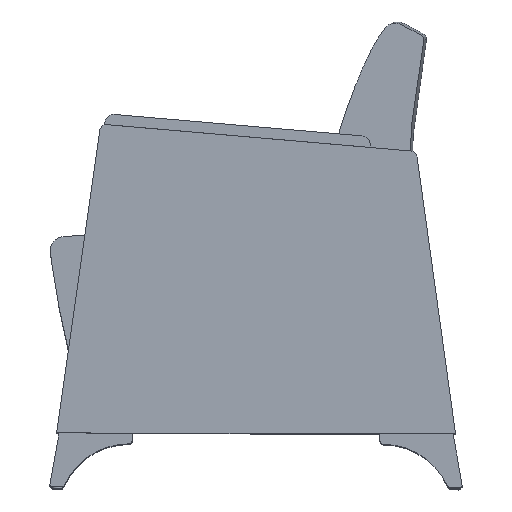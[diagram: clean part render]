
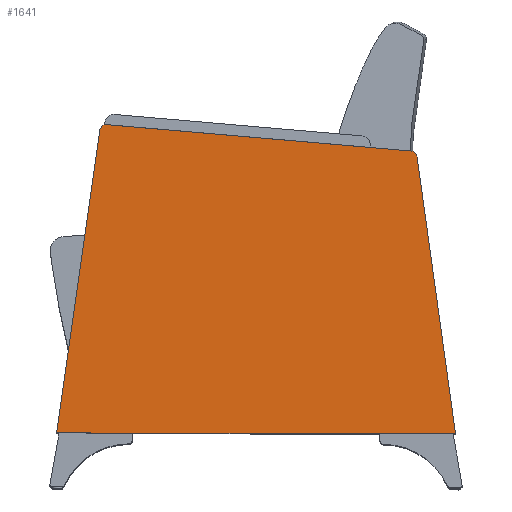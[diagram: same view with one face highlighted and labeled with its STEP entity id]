
A CAD part, top view. The second image highlights one B-rep face of the part: STEP entity #1641.
In plain terms, the highlighted planar face has unit normal (0, 0, 1).
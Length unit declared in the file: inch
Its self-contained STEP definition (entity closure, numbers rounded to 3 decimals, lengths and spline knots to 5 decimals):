
#256=PLANE('',#1841);
#338=FACE_OUTER_BOUND('',#449,.T.);
#449=EDGE_LOOP('',(#1400,#1401,#1402,#1403,#1404,#1405));
#547=LINE('',#3602,#609);
#550=LINE('',#3607,#612);
#551=LINE('',#3612,#613);
#552=LINE('',#3613,#614);
#609=VECTOR('',#2160,0.3937);
#612=VECTOR('',#2165,0.3937);
#613=VECTOR('',#2170,0.3937);
#614=VECTOR('',#2171,0.3937);
#690=CIRCLE('',#1835,0.5);
#693=CIRCLE('',#1842,0.5);
#817=VERTEX_POINT('',#3582);
#818=VERTEX_POINT('',#3583);
#825=VERTEX_POINT('',#3601);
#826=VERTEX_POINT('',#3605);
#827=VERTEX_POINT('',#3609);
#828=VERTEX_POINT('',#3611);
#1020=EDGE_CURVE('',#817,#818,#690,.T.);
#1029=EDGE_CURVE('',#818,#825,#547,.T.);
#1032=EDGE_CURVE('',#817,#826,#550,.T.);
#1033=EDGE_CURVE('',#827,#826,#693,.T.);
#1034=EDGE_CURVE('',#828,#827,#551,.T.);
#1035=EDGE_CURVE('',#825,#828,#552,.T.);
#1400=ORIENTED_EDGE('',*,*,#1020,.F.);
#1401=ORIENTED_EDGE('',*,*,#1032,.T.);
#1402=ORIENTED_EDGE('',*,*,#1033,.F.);
#1403=ORIENTED_EDGE('',*,*,#1034,.F.);
#1404=ORIENTED_EDGE('',*,*,#1035,.F.);
#1405=ORIENTED_EDGE('',*,*,#1029,.F.);
#1641=ADVANCED_FACE('',(#338),#256,.T.);
#1835=AXIS2_PLACEMENT_3D('',#3584,#2144,#2145);
#1841=AXIS2_PLACEMENT_3D('',#3608,#2166,#2167);
#1842=AXIS2_PLACEMENT_3D('',#3610,#2168,#2169);
#2144=DIRECTION('center_axis',(0.,0.,-1.));
#2145=DIRECTION('ref_axis',(0.687,0.726,0.));
#2160=DIRECTION('',(0.139,-0.99,0.));
#2165=DIRECTION('',(-0.996,0.084,0.));
#2166=DIRECTION('center_axis',(0.,0.,1.));
#2167=DIRECTION('ref_axis',(1.,0.,0.));
#2168=DIRECTION('center_axis',(0.,0.,-1.));
#2169=DIRECTION('ref_axis',(-0.656,0.755,0.));
#2170=DIRECTION('',(0.139,0.99,0.));
#2171=DIRECTION('',(-1.,0.,0.));
#3582=CARTESIAN_POINT('',(9.12104,20.07558,2.75));
#3583=CARTESIAN_POINT('',(9.57405,19.64695,2.75));
#3584=CARTESIAN_POINT('Origin',(9.07891,19.57736,2.75));
#3601=CARTESIAN_POINT('',(12.28079,0.38751,2.75));
#3602=CARTESIAN_POINT('',(9.25916,21.88751,2.75));
#3605=CARTESIAN_POINT('',(-12.15771,21.87479,2.75));
#3607=CARTESIAN_POINT('',(-6.44152,21.39147,2.75));
#3608=CARTESIAN_POINT('Origin',(-1.61059,10.43854,2.75));
#3609=CARTESIAN_POINT('',(-12.54082,21.45709,2.75));
#3610=CARTESIAN_POINT('Origin',(-12.04569,21.38751,2.75));
#3611=CARTESIAN_POINT('',(-15.50196,0.38751,2.75));
#3612=CARTESIAN_POINT('',(-15.50196,0.38751,2.75));
#3613=CARTESIAN_POINT('',(12.28079,0.38751,2.75));
